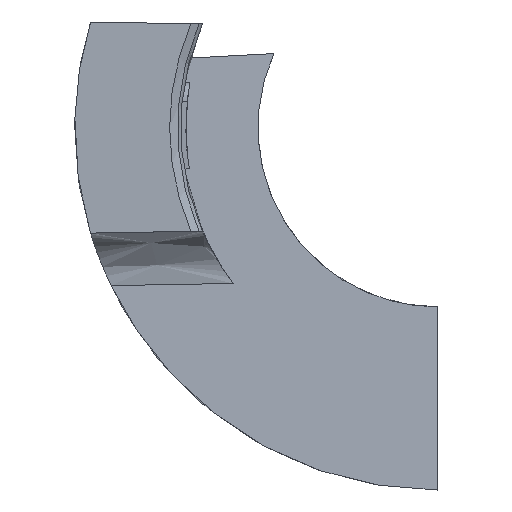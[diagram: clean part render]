
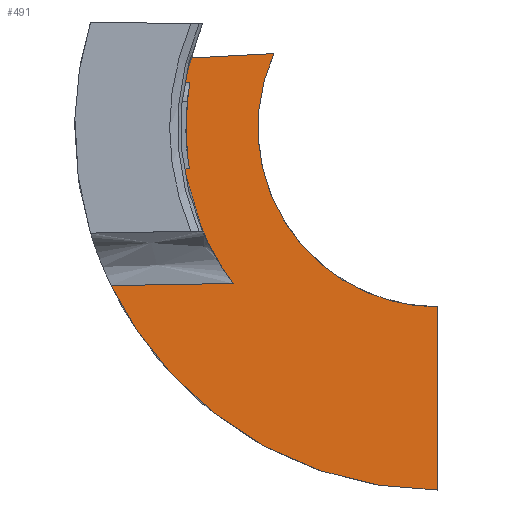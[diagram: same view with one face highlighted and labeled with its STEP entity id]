
A CAD part, front view. The second image highlights one B-rep face of the part: STEP entity #491.
In plain terms, the highlighted planar face has unit normal (0.087, -0.996, 0).
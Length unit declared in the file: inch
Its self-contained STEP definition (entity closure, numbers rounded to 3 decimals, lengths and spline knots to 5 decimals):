
#10 = ORIENTED_EDGE ( 'NONE', *, *, #377, .F. ) ;
#35 = CARTESIAN_POINT ( 'NONE',  ( 0., 0.34355, 0. ) ) ;
#73 = ORIENTED_EDGE ( 'NONE', *, *, #1664, .F. ) ;
#141 = VERTEX_POINT ( 'NONE', #787 ) ;
#172 = CARTESIAN_POINT ( 'NONE',  ( -0.12135, 0.33294, -0.05879 ) ) ;
#186 = CARTESIAN_POINT ( 'NONE',  ( -0.1099, 0.33394, -0.05859 ) ) ;
#207 = CARTESIAN_POINT ( 'NONE',  ( -0.09845, 0.33494, -0.05839 ) ) ;
#225 = CARTESIAN_POINT ( 'NONE',  ( -0.08701, 0.33594, -0.05819 ) ) ;
#297 = CARTESIAN_POINT ( 'NONE',  ( -0.08328, 0.33627, -0.05813 ) ) ;
#371 = EDGE_CURVE ( 'NONE', #1614, #1164, #669, .T. ) ;
#377 = EDGE_CURVE ( 'NONE', #141, #620, #1206, .T. ) ;
#387 = DIRECTION ( 'NONE',  ( 0.995, 0.087, 0.052 ) ) ;
#406 = VERTEX_POINT ( 'NONE', #1280 ) ;
#418 = VECTOR ( 'NONE', #1645, 39.37008 ) ;
#432 = CARTESIAN_POINT ( 'NONE',  ( -0.07956, 0.33659, -0.05806 ) ) ;
#459 = CARTESIAN_POINT ( 'NONE',  ( -0.07584, 0.33692, -0.058 ) ) ;
#481 = VERTEX_POINT ( 'NONE', #1198 ) ;
#491 = ADVANCED_FACE ( 'NONE', ( #1196 ), #1358, .T. ) ;
#560 = LINE ( 'NONE', #35, #418 ) ;
#620 = VERTEX_POINT ( 'NONE', #1362 ) ;
#635 = B_SPLINE_CURVE_WITH_KNOTS ( 'NONE', 3,
 ( #459, #432, #297, #225, #207, #186, #172 ),
 .UNSPECIFIED., .F., .F.,
 ( 4, 3, 4 ),
 ( -0.00223, -0.00195, -0.00107 ),
 .UNSPECIFIED. ) ;
#669 =( BOUNDED_CURVE ( )  B_SPLINE_CURVE ( 3, ( #1105, #1299, #1139, #901 ),
 .UNSPECIFIED., .F., .F. ) 
 B_SPLINE_CURVE_WITH_KNOTS ( ( 4, 4 ),
 ( 6.00876, 6.93608 ),
 .UNSPECIFIED. ) 
 CURVE ( )  GEOMETRIC_REPRESENTATION_ITEM ( )  RATIONAL_B_SPLINE_CURVE ( ( 1., 0.93, 0.93, 1. ) ) 
 REPRESENTATION_ITEM ( '' )  );
#700 = ORIENTED_EDGE ( 'NONE', *, *, #1204, .T. ) ;
#708 = CARTESIAN_POINT ( 'NONE',  ( 0., 0.34355, -0.0667 ) ) ;
#733 = VECTOR ( 'NONE', #387, 39.37008 ) ;
#744 = CARTESIAN_POINT ( 'NONE',  ( -0.05379, 0.33885, -0.0667 ) ) ;
#783 = AXIS2_PLACEMENT_3D ( 'NONE', #1451, #1223, #1155 ) ;
#787 = CARTESIAN_POINT ( 'NONE',  ( -0.06077, 0.33824, 0.0275 ) ) ;
#794 = CARTESIAN_POINT ( 'NONE',  ( -0.08295, 0.3363, -0.0215 ) ) ;
#851 = CARTESIAN_POINT ( 'NONE',  ( -0.06077, 0.33824, 0.0275 ) ) ;
#879 = CARTESIAN_POINT ( 'NONE',  ( -0.08833, 0.33583, 0.02606 ) ) ;
#901 = CARTESIAN_POINT ( 'NONE',  ( -0.07584, 0.33692, -0.058 ) ) ;
#927 = EDGE_LOOP ( 'NONE', ( #1436, #700, #73, #1623, #10, #1169 ) ) ;
#1105 = CARTESIAN_POINT ( 'NONE',  ( -0.0919, 0.33551, 0.02587 ) ) ;
#1139 = CARTESIAN_POINT ( 'NONE',  ( -0.09444, 0.33529, -0.03368 ) ) ;
#1144 = EDGE_CURVE ( 'NONE', #620, #481, #560, .T. ) ;
#1155 = DIRECTION ( 'NONE',  ( 0.996, 0.087, 0. ) ) ;
#1164 = VERTEX_POINT ( 'NONE', #1650 ) ;
#1169 = ORIENTED_EDGE ( 'NONE', *, *, #1538, .F. ) ;
#1184 = CARTESIAN_POINT ( 'NONE',  ( 0., 0.34355, -0.13484 ) ) ;
#1196 = FACE_OUTER_BOUND ( 'NONE', #927, .T. ) ;
#1198 = CARTESIAN_POINT ( 'NONE',  ( 0., 0.34355, -0.13484 ) ) ;
#1204 = EDGE_CURVE ( 'NONE', #1164, #406, #635, .T. ) ;
#1206 =( BOUNDED_CURVE ( )  B_SPLINE_CURVE ( 3, ( #851, #794, #744, #708 ),
 .UNSPECIFIED., .F., .F. ) 
 B_SPLINE_CURVE_WITH_KNOTS ( ( 4, 4 ),
 ( 2.71655, 4.71239 ),
 .UNSPECIFIED. ) 
 CURVE ( )  GEOMETRIC_REPRESENTATION_ITEM ( )  RATIONAL_B_SPLINE_CURVE ( ( 1., 0.695, 0.695, 1. ) ) 
 REPRESENTATION_ITEM ( '' )  );
#1223 = DIRECTION ( 'NONE',  ( 0.087, -0.996, 0. ) ) ;
#1276 = CARTESIAN_POINT ( 'NONE',  ( -0.05315, 0.3389, -0.13484 ) ) ;
#1280 = CARTESIAN_POINT ( 'NONE',  ( -0.12135, 0.33294, -0.05879 ) ) ;
#1294 = CARTESIAN_POINT ( 'NONE',  ( -0.12135, 0.33294, -0.05879 ) ) ;
#1299 = CARTESIAN_POINT ( 'NONE',  ( -0.1002, 0.33479, -0.0036 ) ) ;
#1309 = CARTESIAN_POINT ( 'NONE',  ( -0.09818, 0.33496, -0.10662 ) ) ;
#1358 = PLANE ( 'NONE',  #783 ) ;
#1362 = CARTESIAN_POINT ( 'NONE',  ( 0., 0.34355, -0.0667 ) ) ;
#1414 = LINE ( 'NONE', #879, #733 ) ;
#1436 = ORIENTED_EDGE ( 'NONE', *, *, #371, .T. ) ;
#1451 = CARTESIAN_POINT ( 'NONE',  ( -0.08698, 0.33594, 0. ) ) ;
#1538 = EDGE_CURVE ( 'NONE', #1614, #141, #1414, .T. ) ;
#1614 = VERTEX_POINT ( 'NONE', #1703 ) ;
#1623 = ORIENTED_EDGE ( 'NONE', *, *, #1144, .F. ) ;
#1645 = DIRECTION ( 'NONE',  ( 0., 0., -1. ) ) ;
#1650 = CARTESIAN_POINT ( 'NONE',  ( -0.07584, 0.33692, -0.058 ) ) ;
#1653 =( BOUNDED_CURVE ( )  B_SPLINE_CURVE ( 3, ( #1184, #1276, #1309, #1294 ),
 .UNSPECIFIED., .F., .T. ) 
 B_SPLINE_CURVE_WITH_KNOTS ( ( 4, 4 ),
 ( 4.71239, 5.83203 ),
 .UNSPECIFIED. ) 
 CURVE ( )  GEOMETRIC_REPRESENTATION_ITEM ( )  RATIONAL_B_SPLINE_CURVE ( ( 1., 0.898, 0.898, 1. ) ) 
 REPRESENTATION_ITEM ( '' )  );
#1664 = EDGE_CURVE ( 'NONE', #481, #406, #1653, .T. ) ;
#1703 = CARTESIAN_POINT ( 'NONE',  ( -0.0919, 0.33551, 0.02587 ) ) ;
